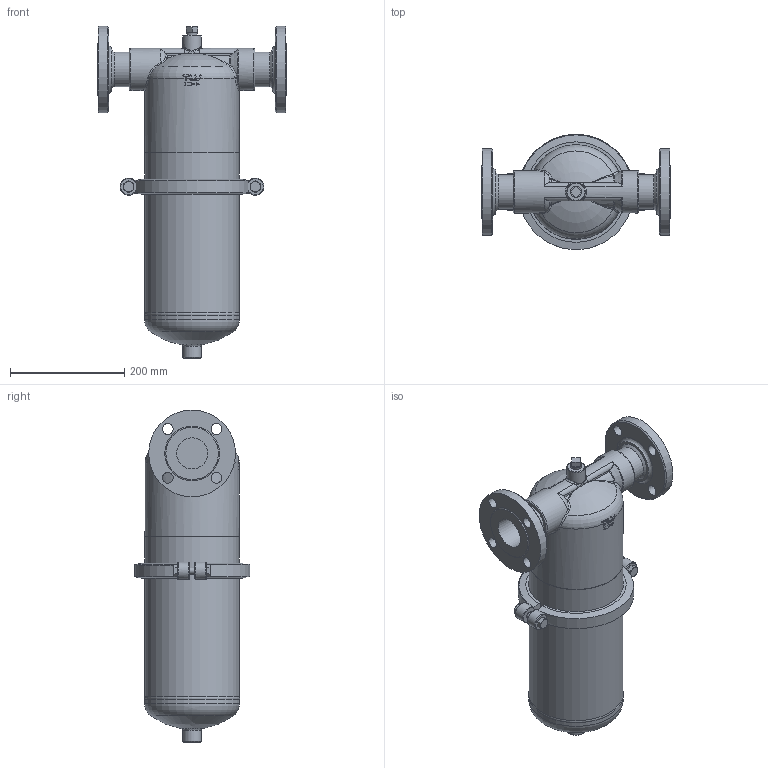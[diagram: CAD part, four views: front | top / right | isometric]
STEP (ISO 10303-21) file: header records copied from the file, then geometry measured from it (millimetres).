
FILE_DESCRIPTION((''),'2;1');
FILE_NAME('sf100-050-a0150-00.stp','2010-07-16T15:57:08',('nakaot'),(''),'Autodesk Inventor 2008','Autodesk Inventor 2008','');
FILE_SCHEMA(('AUTOMOTIVE_DESIGN { 1 0 10303 214 1 1 1 1 }'));
Length unit declared in the file: millimetre
Products named in the file (1): sf100-050-a0150-00
Bounding box: 331 x 201.57 x 581.5 mm (x, y, z)
Volume: 11656034.7 mm3; surface area: 479233.3 mm2
Topology: 2 solids, 2 shells, 269 faces, 666 edges, 416 vertices
Faces by surface type: bspline 103, plane 69, cylinder 46, torus 25, cone 23, sphere 3
Full cylindrical faces by diameter (mm): 12 x1, 19 x4, 32 x2, 54.5 x1, 60.5 x1, 74 x2, 152 x1, 157.5 x1, 164 x1, 165 x2, 165.2 x1, 165.8 x1
Entity records: 12078 total; most frequent: CARTESIAN_POINT 6654, ORIENTED_EDGE 1182, DIRECTION 940, EDGE_CURVE 591, AXIS2_PLACEMENT_3D 402, VERTEX_POINT 397, EDGE_LOOP 358, FACE_OUTER_BOUND 269
